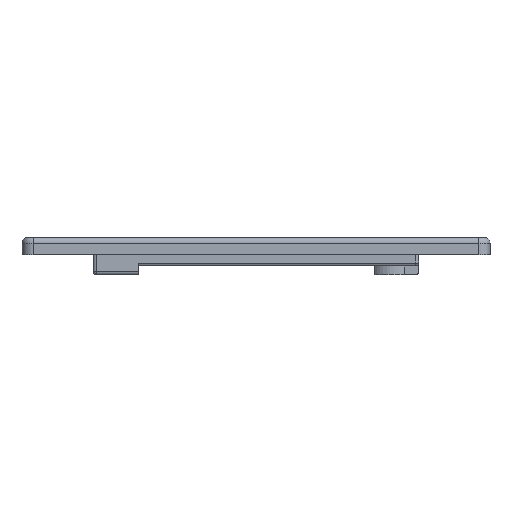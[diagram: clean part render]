
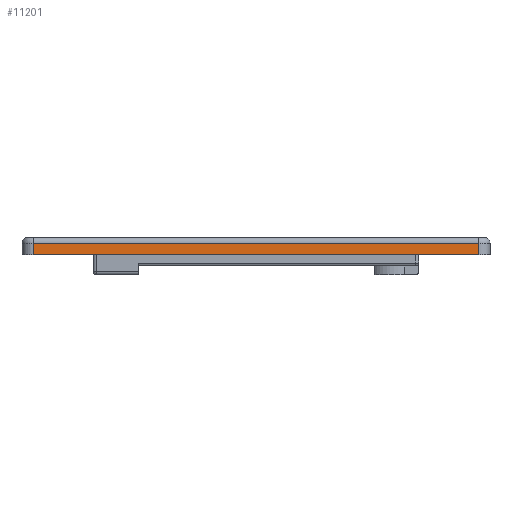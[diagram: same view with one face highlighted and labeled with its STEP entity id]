
A CAD part, front view. The second image highlights one B-rep face of the part: STEP entity #11201.
In plain terms, the highlighted planar face has unit normal (0, -1, 0).
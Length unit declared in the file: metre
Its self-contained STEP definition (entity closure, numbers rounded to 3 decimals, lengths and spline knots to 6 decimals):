
#1217=ORIENTED_EDGE('',*,*,#4576,.T.);
#1218=ORIENTED_EDGE('',*,*,#4577,.T.);
#1219=ORIENTED_EDGE('',*,*,#4538,.T.);
#1220=ORIENTED_EDGE('',*,*,#4578,.T.);
#4538=EDGE_CURVE('',#6227,#6226,#7193,.T.);
#4576=EDGE_CURVE('',#6250,#6251,#7225,.F.);
#4577=EDGE_CURVE('',#6251,#6227,#7226,.T.);
#4578=EDGE_CURVE('',#6226,#6250,#7227,.F.);
#6226=VERTEX_POINT('',#16111);
#6227=VERTEX_POINT('',#16113);
#6250=VERTEX_POINT('',#16187);
#6251=VERTEX_POINT('',#16188);
#7193=LINE('',#16112,#8483);
#7225=LINE('',#16186,#8515);
#7226=LINE('',#16189,#8516);
#7227=LINE('',#16190,#8517);
#8483=VECTOR('',#12850,1.);
#8515=VECTOR('',#12920,1.);
#8516=VECTOR('',#12921,1.);
#8517=VECTOR('',#12922,1.);
#9499=EDGE_LOOP('',(#1217,#1218,#1219,#1220));
#10174=FACE_BOUND('',#9499,.T.);
#10803=PLANE('',#11879);
#11201=ADVANCED_FACE('',(#10174),#10803,.F.);
#11879=AXIS2_PLACEMENT_3D('',#16185,#12918,#12919);
#12850=DIRECTION('',(1.,0.,0.));
#12918=DIRECTION('',(0.,1.,0.));
#12919=DIRECTION('',(0.,0.,1.));
#12920=DIRECTION('',(1.,0.,0.));
#12921=DIRECTION('',(0.,0.,-1.));
#12922=DIRECTION('',(0.,0.,-1.));
#16111=CARTESIAN_POINT('',(0.039,-0.027,0.01));
#16112=CARTESIAN_POINT('',(0.,-0.027,0.01));
#16113=CARTESIAN_POINT('',(-0.039,-0.027,0.01));
#16185=CARTESIAN_POINT('',(0.,-0.027,0.013));
#16186=CARTESIAN_POINT('',(-0.041,-0.027,0.012));
#16187=CARTESIAN_POINT('',(0.039,-0.027,0.012));
#16188=CARTESIAN_POINT('',(-0.039,-0.027,0.012));
#16189=CARTESIAN_POINT('',(-0.039,-0.027,0.01));
#16190=CARTESIAN_POINT('',(0.039,-0.027,0.012));
